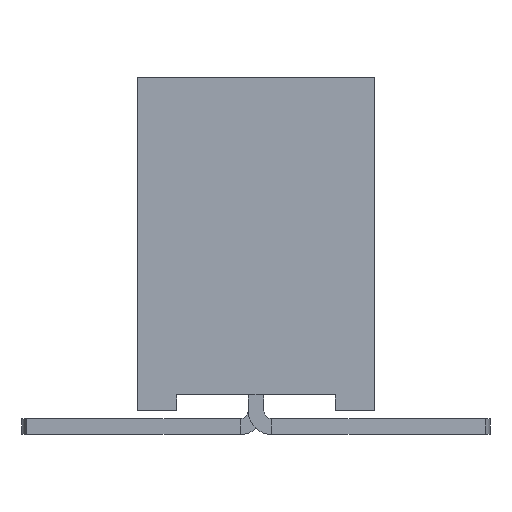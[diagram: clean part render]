
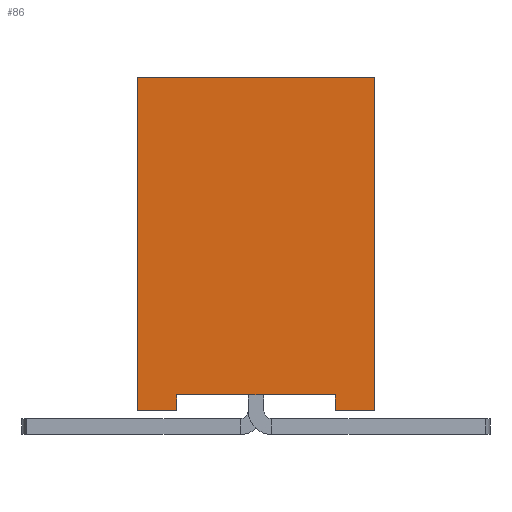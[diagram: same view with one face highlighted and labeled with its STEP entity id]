
A CAD part, front view. The second image highlights one B-rep face of the part: STEP entity #86.
In plain terms, the highlighted planar face has unit normal (0, -1, 0).
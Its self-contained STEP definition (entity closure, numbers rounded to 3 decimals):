
#13=DIRECTION('',(0.,0.,1.));
#27=VECTOR('',#13,1.);
#30=VERTEX_POINT('',#31);
#31=CARTESIAN_POINT('',(-0.75,-13.75,2.25));
#36=EDGE_CURVE('',#37,#30,#39,.T.);
#37=VERTEX_POINT('',#38);
#38=CARTESIAN_POINT('',(-0.75,-13.75,0.15));
#39=LINE('',#38,#27);
#45=DIRECTION('',(1.,0.,0.));
#86=ADVANCED_FACE('',(#87),#123,.F.);
#87=FACE_BOUND('',#88,.F.);
#88=EDGE_LOOP('',(#89,#95,#96,#101,#106,#110,#115,#120));
#89=ORIENTED_EDGE('',*,*,#90,.F.);
#90=EDGE_CURVE('',#37,#91,#93,.T.);
#91=VERTEX_POINT('',#92);
#92=CARTESIAN_POINT('',(-0.5,-13.75,0.15));
#93=LINE('',#38,#94);
#94=VECTOR('',#45,1.);
#95=ORIENTED_EDGE('',*,*,#36,.T.);
#96=ORIENTED_EDGE('',*,*,#97,.T.);
#97=EDGE_CURVE('',#30,#98,#100,.T.);
#98=VERTEX_POINT('',#99);
#99=CARTESIAN_POINT('',(0.75,-13.75,2.25));
#100=LINE('',#31,#94);
#101=ORIENTED_EDGE('',*,*,#102,.F.);
#102=EDGE_CURVE('',#103,#98,#105,.T.);
#103=VERTEX_POINT('',#104);
#104=CARTESIAN_POINT('',(0.75,-13.75,0.15));
#105=LINE('',#104,#27);
#106=ORIENTED_EDGE('',*,*,#107,.F.);
#107=EDGE_CURVE('',#108,#103,#93,.T.);
#108=VERTEX_POINT('',#109);
#109=CARTESIAN_POINT('',(0.5,-13.75,0.15));
#110=ORIENTED_EDGE('',*,*,#111,.T.);
#111=EDGE_CURVE('',#108,#112,#114,.T.);
#112=VERTEX_POINT('',#113);
#113=CARTESIAN_POINT('',(0.5,-13.75,0.25));
#114=LINE('',#109,#27);
#115=ORIENTED_EDGE('',*,*,#116,.F.);
#116=EDGE_CURVE('',#117,#112,#119,.T.);
#117=VERTEX_POINT('',#118);
#118=CARTESIAN_POINT('',(-0.5,-13.75,0.25));
#119=LINE('',#118,#94);
#120=ORIENTED_EDGE('',*,*,#121,.F.);
#121=EDGE_CURVE('',#91,#117,#122,.T.);
#122=LINE('',#92,#27);
#123=PLANE('',#124);
#124=AXIS2_PLACEMENT_3D('',#38,#125,#45);
#125=DIRECTION('',(0.,1.,0.));
